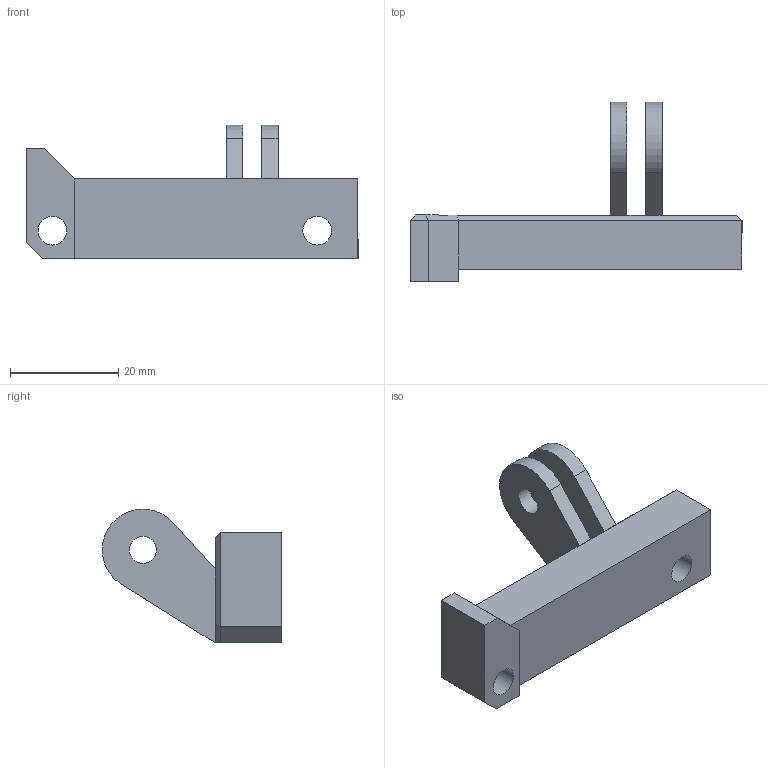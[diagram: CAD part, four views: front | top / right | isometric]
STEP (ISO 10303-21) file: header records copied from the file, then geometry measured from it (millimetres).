
FILE_DESCRIPTION(/* description */ (''),/* implementation_level */ '2;1');
FILE_NAME(/* name */ 'Frame_down_Aluminum.step',/* time_stamp */ '2022-10-14T19:29:58+03:00',/* author */ (''),/* organization */ (''),/* preprocessor_version */ 'ST-DEVELOPER v19',/* originating_system */ 'Autodesk Translation Framework v11.7.0.108',/* authorisation */ '');
FILE_SCHEMA (('AUTOMOTIVE_DESIGN { 1 0 10303 214 3 1 1 }'));
Length unit declared in the file: millimetre
Products named in the file (1): iykujhfaegsrdgfhjk
Bounding box: 61.25 x 33.12 x 24.66 mm (x, y, z)
Volume: 10754.3 mm3; surface area: 5342.9 mm2
Topology: 1 solids, 1 shells, 37 faces, 85 edges, 52 vertices
Faces by surface type: plane 29, cylinder 8
Full cylindrical faces by diameter (mm): 5 x2, 5.3 x2, 7 x2
Entity records: 1107 total; most frequent: DIRECTION 177, CARTESIAN_POINT 175, ORIENTED_EDGE 170, EDGE_CURVE 85, LINE 69, VECTOR 69, AXIS2_PLACEMENT_3D 54, VERTEX_POINT 52
